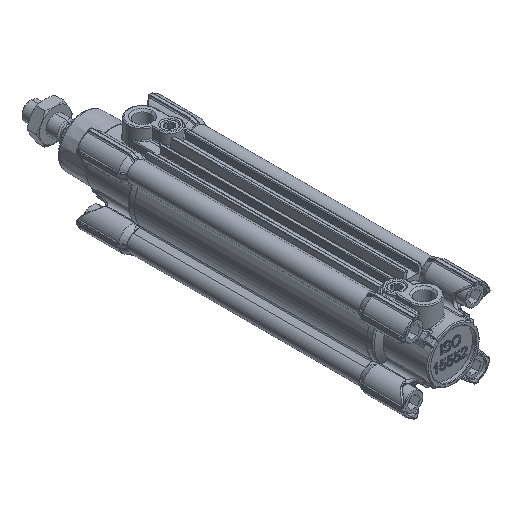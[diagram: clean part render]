
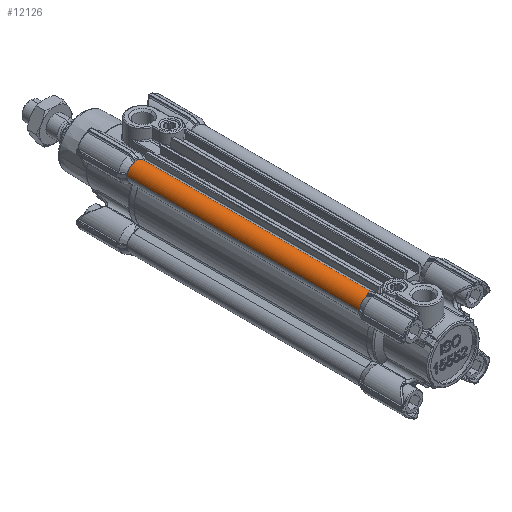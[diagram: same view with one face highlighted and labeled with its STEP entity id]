
A CAD part, isometric view. The second image highlights one B-rep face of the part: STEP entity #12126.
In plain terms, the highlighted cylindrical face has radius 5 mm (diameter 10 mm), a partial arc.
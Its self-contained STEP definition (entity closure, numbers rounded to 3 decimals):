
#6296 = DIRECTION ( 'NONE',  ( 0., 1., 0. ) ) ;
#9465 = CIRCLE ( 'NONE', #20964, 5. ) ;
#11035 = CYLINDRICAL_SURFACE ( 'NONE', #97409, 5. ) ;
#12126 = ADVANCED_FACE ( 'NONE', ( #50043 ), #11035, .T. ) ;
#18184 = ORIENTED_EDGE ( 'NONE', *, *, #49983, .T. ) ;
#20964 = AXIS2_PLACEMENT_3D ( 'NONE', #43464, #73240, #34245 ) ;
#23793 = DIRECTION ( 'NONE',  ( 1., 0., 0. ) ) ;
#26019 = CIRCLE ( 'NONE', #39116, 5. ) ;
#30247 = EDGE_CURVE ( 'NONE', #82705, #79732, #31742, .T. ) ;
#31742 = LINE ( 'NONE', #64102, #83577 ) ;
#34245 = DIRECTION ( 'NONE',  ( 1., 0., 0. ) ) ;
#34828 = EDGE_LOOP ( 'NONE', ( #71808, #90676, #84097, #18184 ) ) ;
#39116 = AXIS2_PLACEMENT_3D ( 'NONE', #55112, #47421, #23793 ) ;
#39451 = DIRECTION ( 'NONE',  ( 0., 1., 0. ) ) ;
#41033 = EDGE_CURVE ( 'NONE', #82494, #82705, #26019, .T. ) ;
#42360 = DIRECTION ( 'NONE',  ( 0., 1., 0. ) ) ;
#42491 = EDGE_CURVE ( 'NONE', #82494, #73859, #98699, .T. ) ;
#43464 = CARTESIAN_POINT ( 'NONE',  ( -16.25, 149., 16.25 ) ) ;
#47421 = DIRECTION ( 'NONE',  ( 0., -1., 0. ) ) ;
#48360 = CARTESIAN_POINT ( 'NONE',  ( -12.499, 149., 19.557 ) ) ;
#49983 = EDGE_CURVE ( 'NONE', #73859, #79732, #9465, .T. ) ;
#50043 = FACE_OUTER_BOUND ( 'NONE', #34828, .T. ) ;
#54985 = CARTESIAN_POINT ( 'NONE',  ( -21.25, 25., 16.25 ) ) ;
#55112 = CARTESIAN_POINT ( 'NONE',  ( -16.25, 25., 16.25 ) ) ;
#63946 = CARTESIAN_POINT ( 'NONE',  ( -16.25, 105., 16.25 ) ) ;
#64102 = CARTESIAN_POINT ( 'NONE',  ( -21.25, 105., 16.25 ) ) ;
#64440 = DIRECTION ( 'NONE',  ( -1., 0., 0. ) ) ;
#66756 = VECTOR ( 'NONE', #6296, 1000. ) ;
#70949 = CARTESIAN_POINT ( 'NONE',  ( -21.25, 149., 16.25 ) ) ;
#71808 = ORIENTED_EDGE ( 'NONE', *, *, #30247, .F. ) ;
#73240 = DIRECTION ( 'NONE',  ( 0., -1., 0. ) ) ;
#73859 = VERTEX_POINT ( 'NONE', #48360 ) ;
#75108 = CARTESIAN_POINT ( 'NONE',  ( -12.499, 105., 19.557 ) ) ;
#79732 = VERTEX_POINT ( 'NONE', #70949 ) ;
#82494 = VERTEX_POINT ( 'NONE', #82721 ) ;
#82705 = VERTEX_POINT ( 'NONE', #54985 ) ;
#82721 = CARTESIAN_POINT ( 'NONE',  ( -12.499, 25., 19.557 ) ) ;
#83577 = VECTOR ( 'NONE', #39451, 1000. ) ;
#84097 = ORIENTED_EDGE ( 'NONE', *, *, #42491, .T. ) ;
#90676 = ORIENTED_EDGE ( 'NONE', *, *, #41033, .F. ) ;
#97409 = AXIS2_PLACEMENT_3D ( 'NONE', #63946, #42360, #64440 ) ;
#98699 = LINE ( 'NONE', #75108, #66756 ) ;
